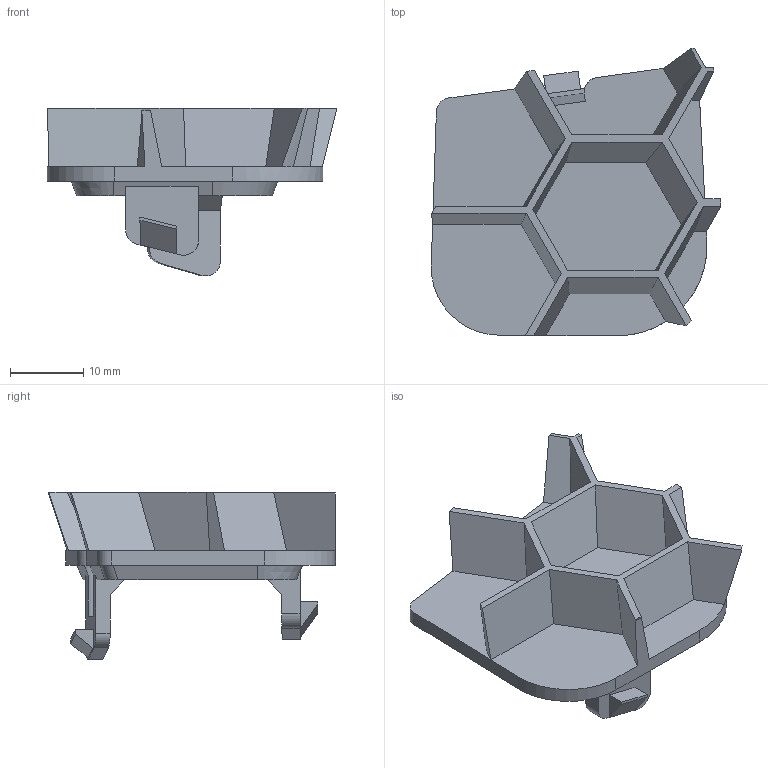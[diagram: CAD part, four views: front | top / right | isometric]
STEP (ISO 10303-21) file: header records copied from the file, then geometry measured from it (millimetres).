
FILE_DESCRIPTION(/* description */ (''),/* implementation_level */ '2;1');
FILE_NAME(/* name */ 'Mazda MX5 Grille Caps R1.step',/* time_stamp */ '2025-12-28T11:18:36+02:00',/* author */ (''),/* organization */ (''),/* preprocessor_version */ 'ST-DEVELOPER v20.1',/* originating_system */ 'Autodesk Translation Framework v14.21.0.0',/* authorisation */ '');
FILE_SCHEMA (('AUTOMOTIVE_DESIGN { 1 0 10303 214 3 1 1 }'));
Length unit declared in the file: millimetre
Products named in the file (1): Mazda MX5 Grille Caps R1
Bounding box: 39.65 x 39.38 x 22.97 mm (x, y, z)
Volume: 5748 mm3; surface area: 5214 mm2
Topology: 1 solids, 1 shells, 97 faces, 267 edges, 174 vertices
Faces by surface type: plane 82, cylinder 12, cone 3
Entity records: 3073 total; most frequent: CARTESIAN_POINT 543, ORIENTED_EDGE 534, DIRECTION 498, EDGE_CURVE 267, LINE 228, VECTOR 228, VERTEX_POINT 174, AXIS2_PLACEMENT_3D 135
